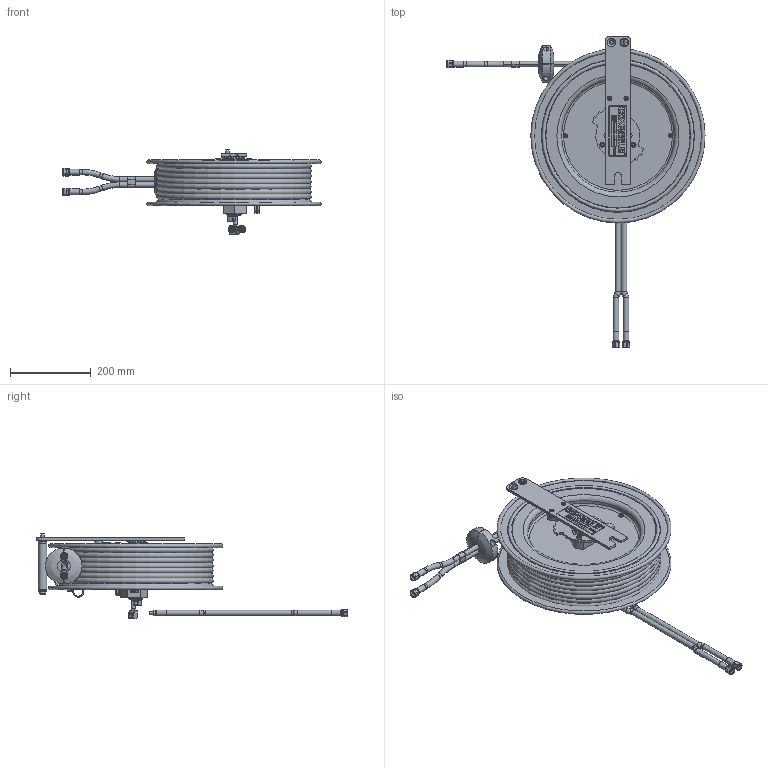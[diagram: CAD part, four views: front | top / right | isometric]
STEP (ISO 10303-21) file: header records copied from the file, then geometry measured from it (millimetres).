
FILE_DESCRIPTION(/* description */ (''),/* implementation_level */ '2;1');
FILE_NAME(/* name */ 'SR17W-150_SHARED.stp',/* time_stamp */ '2020-03-06T09:52:39-07:00',/* author */ ('NMelton'),/* organization */ (''),/* preprocessor_version */ 'ST-DEVELOPER v17',/* originating_system */ 'Autodesk Inventor 2019',/* authorisation */ '');
FILE_SCHEMA (('AUTOMOTIVE_DESIGN { 1 0 10303 214 3 1 1 }'));
Products named in the file (1): SR17W-150_SHARED
Bounding box: 639.57 x 772.29 x 211.36 mm (x, y, z)
Volume: 2190274.9 mm3; surface area: 1490385.7 mm2
Topology: 14 solids, 203 shells, 1960 faces, 8569 edges, 6588 vertices
Faces by surface type: plane 928, cylinder 456, bspline 267, cone 197, torus 107, sphere 5
Full cylindrical faces by diameter (mm): 1.93 x2, 2.54 x1, 3.048 x1, 3.81 x4, 3.962 x1, 4.366 x2, 4.75 x1, 4.826 x5, 5.08 x1, 5.575 x1, 6.35 x4, 7.112 x3, 8.89 x3, 9.525 x1, 10.312 x2, 11.557 x4, 12.548 x1, 12.7 x1, 12.859 x1, 13.081 x4, 13.494 x13, 14.287 x2, 14.605 x8, 17.145 x8, 18.034 x1, 19.05 x2, 20.625 x2, 21.336 x1, 29.87 x1, 31.674 x2
Entity records: 112018 total; most frequent: CARTESIAN_POINT 45552, ORIENTED_EDGE 12352, DIRECTION 11528, EDGE_CURVE 8561, VERTEX_POINT 6588, LINE 4654, VECTOR 4654, AXIS2_PLACEMENT_3D 3437
